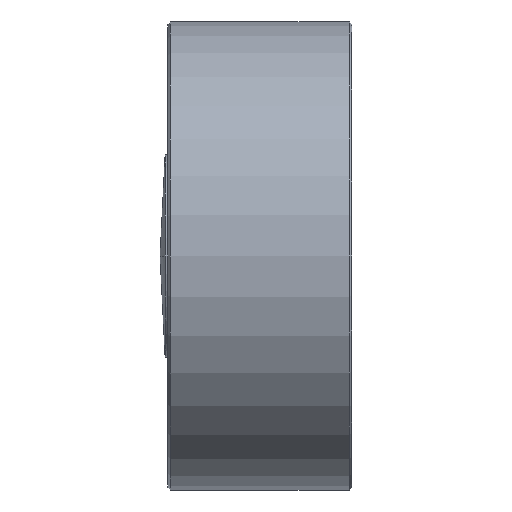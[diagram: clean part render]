
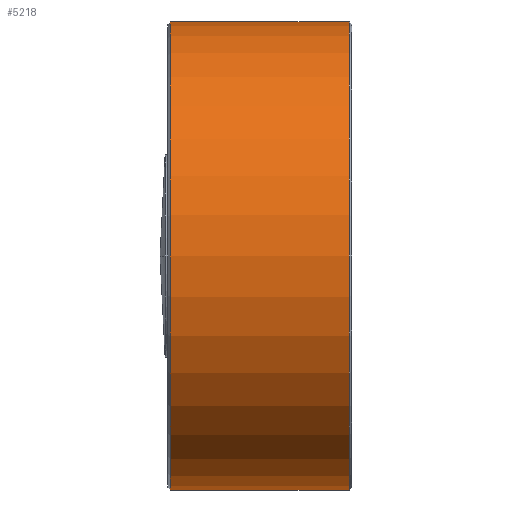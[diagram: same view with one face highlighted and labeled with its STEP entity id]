
A CAD part, left-side view. The second image highlights one B-rep face of the part: STEP entity #5218.
In plain terms, the highlighted cylindrical face has radius 139.446 mm (diameter 278.892 mm), a partial arc.
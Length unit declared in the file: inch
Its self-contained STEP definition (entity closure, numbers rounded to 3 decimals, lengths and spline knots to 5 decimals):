
#485 = VERTEX_POINT ( 'NONE', #15274 ) ;
#513 = CIRCLE ( 'NONE', #3490, 5.49 ) ;
#540 = LINE ( 'NONE', #9552, #16928 ) ;
#790 = CARTESIAN_POINT ( 'NONE',  ( 0., -6.8649, 5.49 ) ) ;
#898 = DIRECTION ( 'NONE',  ( 0., 0., -1. ) ) ;
#2063 = VECTOR ( 'NONE', #18320, 39.37008 ) ;
#2550 = DIRECTION ( 'NONE',  ( 0., 0., 1. ) ) ;
#2733 = VERTEX_POINT ( 'NONE', #17695 ) ;
#3490 = AXIS2_PLACEMENT_3D ( 'NONE', #12206, #18284, #5673 ) ;
#4480 = CARTESIAN_POINT ( 'NONE',  ( 0., -6.8649, 0. ) ) ;
#5023 = ORIENTED_EDGE ( 'NONE', *, *, #9951, .T. ) ;
#5218 = ADVANCED_FACE ( 'NONE', ( #20046 ), #13375, .T. ) ;
#5673 = DIRECTION ( 'NONE',  ( 0., 0., -1. ) ) ;
#5881 = ORIENTED_EDGE ( 'NONE', *, *, #12520, .F. ) ;
#7156 = EDGE_LOOP ( 'NONE', ( #5881, #5023, #8160, #8876 ) ) ;
#7320 = AXIS2_PLACEMENT_3D ( 'NONE', #4480, #10720, #898 ) ;
#7698 = EDGE_CURVE ( 'NONE', #9800, #20191, #13074, .T. ) ;
#8160 = ORIENTED_EDGE ( 'NONE', *, *, #13850, .T. ) ;
#8230 = DIRECTION ( 'NONE',  ( 0., -1., 0. ) ) ;
#8629 = CARTESIAN_POINT ( 'NONE',  ( 0., 0.063, 5.49 ) ) ;
#8876 = ORIENTED_EDGE ( 'NONE', *, *, #7698, .T. ) ;
#9552 = CARTESIAN_POINT ( 'NONE',  ( 0., -6.8649, -5.49 ) ) ;
#9800 = VERTEX_POINT ( 'NONE', #14091 ) ;
#9951 = EDGE_CURVE ( 'NONE', #2733, #485, #513, .T. ) ;
#10720 = DIRECTION ( 'NONE',  ( 0., -1., 0. ) ) ;
#12206 = CARTESIAN_POINT ( 'NONE',  ( 0., 4.257, 0. ) ) ;
#12520 = EDGE_CURVE ( 'NONE', #2733, #20191, #13274, .T. ) ;
#12715 = AXIS2_PLACEMENT_3D ( 'NONE', #16582, #13166, #2550 ) ;
#13074 = CIRCLE ( 'NONE', #12715, 5.49 ) ;
#13166 = DIRECTION ( 'NONE',  ( 0., 1., 0. ) ) ;
#13274 = LINE ( 'NONE', #790, #2063 ) ;
#13375 = CYLINDRICAL_SURFACE ( 'NONE', #7320, 5.49 ) ;
#13850 = EDGE_CURVE ( 'NONE', #485, #9800, #540, .T. ) ;
#14091 = CARTESIAN_POINT ( 'NONE',  ( 0., 0.063, -5.49 ) ) ;
#15274 = CARTESIAN_POINT ( 'NONE',  ( 0., 4.257, -5.49 ) ) ;
#16582 = CARTESIAN_POINT ( 'NONE',  ( 0., 0.063, 0. ) ) ;
#16928 = VECTOR ( 'NONE', #8230, 39.37008 ) ;
#17695 = CARTESIAN_POINT ( 'NONE',  ( 0., 4.257, 5.49 ) ) ;
#18284 = DIRECTION ( 'NONE',  ( 0., -1., 0. ) ) ;
#18320 = DIRECTION ( 'NONE',  ( 0., -1., 0. ) ) ;
#20046 = FACE_OUTER_BOUND ( 'NONE', #7156, .T. ) ;
#20191 = VERTEX_POINT ( 'NONE', #8629 ) ;
